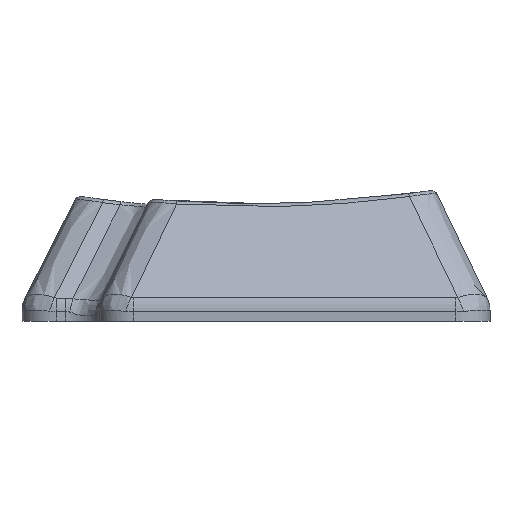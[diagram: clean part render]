
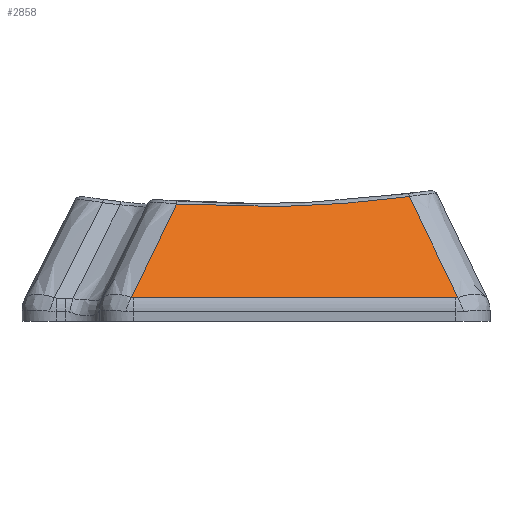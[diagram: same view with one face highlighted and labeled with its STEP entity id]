
A CAD part, front view. The second image highlights one B-rep face of the part: STEP entity #2858.
In plain terms, the highlighted planar face has unit normal (0, -0.839, 0.545).
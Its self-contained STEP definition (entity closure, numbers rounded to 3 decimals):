
#15=PLANE('',#3032);
#226=LINE('',#5190,#363);
#363=VECTOR('',#3256,10.);
#498=ELLIPSE('',#3024,0.918,0.5);
#500=ELLIPSE('',#3029,0.918,0.5);
#554=FACE_OUTER_BOUND('',#705,.T.);
#705=EDGE_LOOP('',(#2206,#2207,#2208,#2209,#2210,#2211));
#954=B_SPLINE_CURVE_WITH_KNOTS('',3,(#5391,#5392,#5393,#5394),
 .UNSPECIFIED.,.F.,.F.,(4,4),(-0.771,-0.066),
 .UNSPECIFIED.);
#956=B_SPLINE_CURVE_WITH_KNOTS('',3,(#5402,#5403,#5404,#5405),
 .UNSPECIFIED.,.F.,.F.,(4,4),(0.078,0.84),
 .UNSPECIFIED.);
#957=B_SPLINE_CURVE_WITH_KNOTS('',3,(#5406,#5407,#5408,#5409),
 .UNSPECIFIED.,.F.,.F.,(4,4),(-1.371,0.),
 .UNSPECIFIED.);
#1229=VERTEX_POINT('',#5149);
#1231=VERTEX_POINT('',#5180);
#1233=VERTEX_POINT('',#5186);
#1235=VERTEX_POINT('',#5207);
#1243=VERTEX_POINT('',#5390);
#1244=VERTEX_POINT('',#5401);
#1586=EDGE_CURVE('',#1229,#1231,#498,.T.);
#1589=EDGE_CURVE('',#1231,#1233,#226,.T.);
#1592=EDGE_CURVE('',#1233,#1235,#500,.T.);
#1607=EDGE_CURVE('',#1235,#1243,#954,.T.);
#1609=EDGE_CURVE('',#1244,#1229,#956,.T.);
#1610=EDGE_CURVE('',#1243,#1244,#957,.T.);
#2206=ORIENTED_EDGE('',*,*,#1592,.F.);
#2207=ORIENTED_EDGE('',*,*,#1589,.F.);
#2208=ORIENTED_EDGE('',*,*,#1586,.F.);
#2209=ORIENTED_EDGE('',*,*,#1609,.F.);
#2210=ORIENTED_EDGE('',*,*,#1610,.F.);
#2211=ORIENTED_EDGE('',*,*,#1607,.F.);
#2858=ADVANCED_FACE('',(#554),#15,.F.);
#3024=AXIS2_PLACEMENT_3D('',#5184,#3249,#3250);
#3029=AXIS2_PLACEMENT_3D('',#5211,#3261,#3262);
#3032=AXIS2_PLACEMENT_3D('',#5400,#3267,#3268);
#3249=DIRECTION('center_axis',(0.,0.839,-0.545));
#3250=DIRECTION('ref_axis',(0.,-0.545,-0.839));
#3256=DIRECTION('',(-1.,0.,0.));
#3261=DIRECTION('center_axis',(0.,0.839,-0.545));
#3262=DIRECTION('ref_axis',(0.,-0.545,-0.839));
#3267=DIRECTION('center_axis',(0.,0.839,-0.545));
#3268=DIRECTION('ref_axis',(-1.,0.,0.));
#5149=CARTESIAN_POINT('',(9.577,-18.35,0.394));
#5180=CARTESIAN_POINT('',(9.462,-18.363,0.373));
#5184=CARTESIAN_POINT('Origin',(9.462,-17.863,1.142));
#5186=CARTESIAN_POINT('',(-9.462,-18.363,0.373));
#5190=CARTESIAN_POINT('',(1.611,-18.363,0.373));
#5207=CARTESIAN_POINT('',(-9.577,-18.35,0.393));
#5211=CARTESIAN_POINT('Origin',(-9.462,-17.863,1.142));
#5390=CARTESIAN_POINT('',(-6.938,-14.789,5.875));
#5391=CARTESIAN_POINT('Ctrl Pts',(-9.577,-18.35,0.393));
#5392=CARTESIAN_POINT('Ctrl Pts',(-8.697,-17.163,2.221));
#5393=CARTESIAN_POINT('Ctrl Pts',(-7.818,-15.976,4.048));
#5394=CARTESIAN_POINT('Ctrl Pts',(-6.938,-14.789,5.875));
#5400=CARTESIAN_POINT('Origin',(-8.239,-14.235,6.727));
#5401=CARTESIAN_POINT('',(6.726,-14.503,6.315));
#5402=CARTESIAN_POINT('Ctrl Pts',(6.726,-14.503,6.315));
#5403=CARTESIAN_POINT('Ctrl Pts',(7.677,-15.785,4.341));
#5404=CARTESIAN_POINT('Ctrl Pts',(8.627,-17.067,2.367));
#5405=CARTESIAN_POINT('Ctrl Pts',(9.577,-18.35,0.394));
#5406=CARTESIAN_POINT('Ctrl Pts',(-6.938,-14.789,5.875));
#5407=CARTESIAN_POINT('Ctrl Pts',(-2.384,-14.994,5.56));
#5408=CARTESIAN_POINT('Ctrl Pts',(2.214,-14.897,5.709));
#5409=CARTESIAN_POINT('Ctrl Pts',(6.726,-14.503,6.315));
